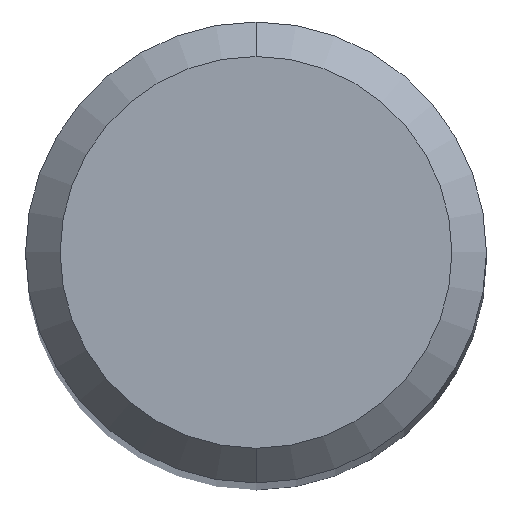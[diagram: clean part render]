
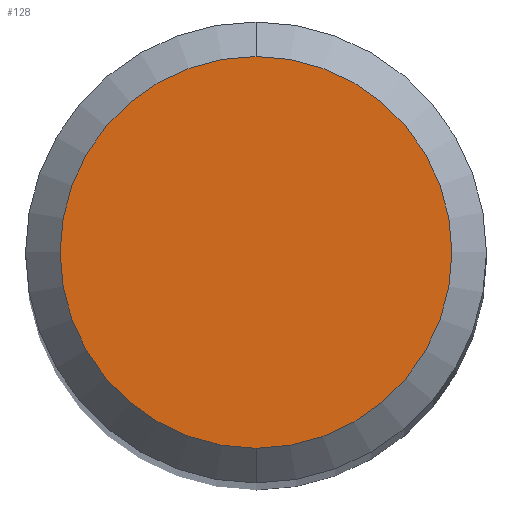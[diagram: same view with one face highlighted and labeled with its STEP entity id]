
A CAD part, top view. The second image highlights one B-rep face of the part: STEP entity #128.
In plain terms, the highlighted planar face has unit normal (0, 0, 1).
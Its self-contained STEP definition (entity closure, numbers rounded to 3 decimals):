
#116=EDGE_CURVE('',#172,#154,#283,.T.);
#128=ADVANCED_FACE('',(#298),#299,.T.);
#154=VERTEX_POINT('',#326);
#172=VERTEX_POINT('',#347);
#176=EDGE_CURVE('',#154,#172,#351,.T.);
#283=CIRCLE('',#464,1.7);
#298=FACE_OUTER_BOUND('',#481,.T.);
#299=PLANE('',#482);
#326=CARTESIAN_POINT('',(0.0,1.7,0.0));
#347=CARTESIAN_POINT('',(0.,-1.7,0.0));
#351=CIRCLE('',#548,1.7);
#464=AXIS2_PLACEMENT_3D('',#676,#677,#678);
#481=EDGE_LOOP('',(#706,#707));
#482=AXIS2_PLACEMENT_3D('',#708,#709,#710);
#548=AXIS2_PLACEMENT_3D('',#768,#769,#770);
#676=CARTESIAN_POINT('',(0.0,0.0,0.0));
#677=DIRECTION('',(0.0,0.0,-1.0));
#678=DIRECTION('',(0.0,1.0,0.0));
#706=ORIENTED_EDGE('',*,*,#176,.F.);
#707=ORIENTED_EDGE('',*,*,#116,.F.);
#708=CARTESIAN_POINT('',(0.0,0.85,0.0));
#709=DIRECTION('',(-0.0,0.0,1.0));
#710=DIRECTION('',(0.0,-1.0,0.0));
#768=CARTESIAN_POINT('',(0.0,0.0,0.0));
#769=DIRECTION('',(0.0,0.0,-1.0));
#770=DIRECTION('',(0.0,1.0,0.0));
